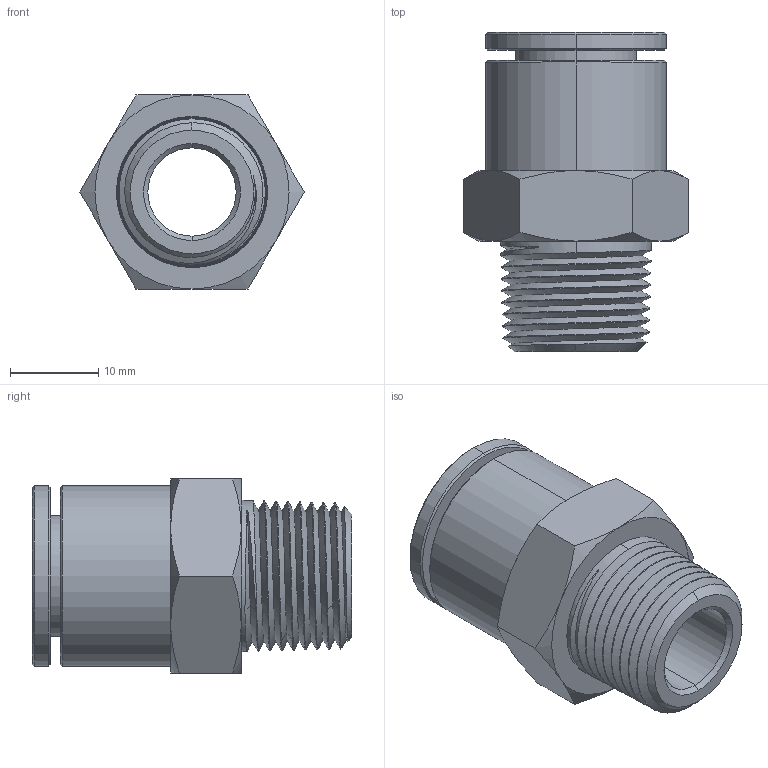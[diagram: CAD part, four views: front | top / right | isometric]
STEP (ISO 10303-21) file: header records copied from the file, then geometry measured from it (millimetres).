
FILE_DESCRIPTION (( 'STEP AP203' ), '1' );
FILE_NAME ('MCS12R3-8W.STEP', '2016-10-20T19:02:22', ( '' ), ( '' ), 'SwSTEP 2.0', 'SolidWorks 2016', '' );
FILE_SCHEMA (( 'CONFIG_CONTROL_DESIGN' ));
Length unit declared in the file: millimetre
Products named in the file (1): MCS12R3-8W
Bounding box: 25.4 x 36.16 x 22 mm (x, y, z)
Volume: 6496.9 mm3; surface area: 8338.7 mm2
Topology: 6 solids, 6 shells, 463 faces, 1271 edges, 825 vertices
Faces by surface type: cone 164, plane 155, bspline 78, cylinder 66
Entity records: 57307 total; most frequent: CARTESIAN_POINT 46536, ORIENTED_EDGE 2542, DIRECTION 1860, EDGE_CURVE 1271, VERTEX_POINT 825, AXIS2_PLACEMENT_3D 765, B_SPLINE_CURVE_WITH_KNOTS 562, EDGE_LOOP 480
